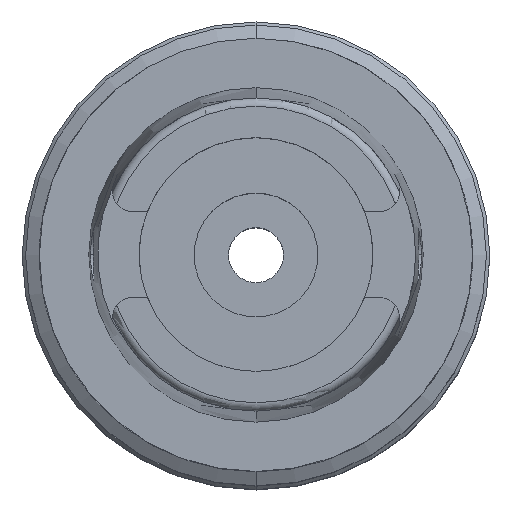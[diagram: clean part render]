
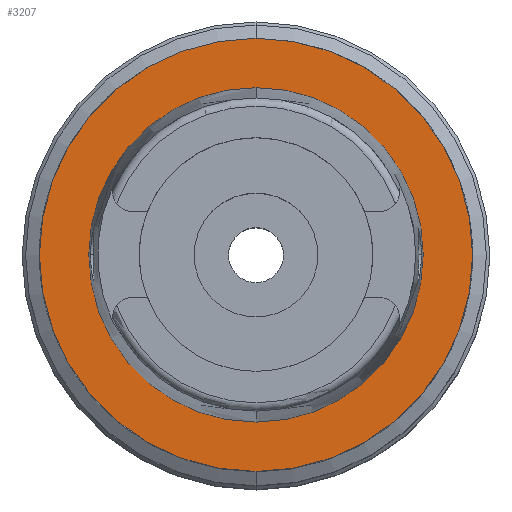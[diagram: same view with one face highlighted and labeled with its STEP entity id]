
A CAD part, top view. The second image highlights one B-rep face of the part: STEP entity #3207.
In plain terms, the highlighted planar face has unit normal (0, 0, 1).
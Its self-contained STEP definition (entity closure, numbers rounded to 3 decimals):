
#618=CARTESIAN_POINT('',(0.,0.,0.));
#619=DIRECTION('',(0.,0.,-1.));
#620=DIRECTION('',(0.,-1.,0.));
#621=AXIS2_PLACEMENT_3D('',#618,#619,#620);
#626=CARTESIAN_POINT('',(0.,0.,0.));
#627=DIRECTION('',(0.,0.,-1.));
#628=DIRECTION('',(0.,1.,0.));
#629=AXIS2_PLACEMENT_3D('',#626,#627,#628);
#634=CARTESIAN_POINT('',(0.,0.,0.));
#635=DIRECTION('',(0.,0.,1.));
#636=DIRECTION('',(0.,-1.,0.));
#637=AXIS2_PLACEMENT_3D('',#634,#635,#636);
#642=CARTESIAN_POINT('',(0.,0.,0.));
#643=DIRECTION('',(0.,0.,1.));
#644=DIRECTION('',(0.,1.,0.));
#645=AXIS2_PLACEMENT_3D('',#642,#643,#644);
#2527=CARTESIAN_POINT('',(0.,-24.315,0.));
#2528=VERTEX_POINT('',#2527);
#2529=CARTESIAN_POINT('',(0.,24.315,0.));
#2530=VERTEX_POINT('',#2529);
#2821=CARTESIAN_POINT('',(0.,31.5,0.));
#2822=VERTEX_POINT('',#2821);
#2823=CARTESIAN_POINT('',(0.,-31.5,0.));
#2824=VERTEX_POINT('',#2823);
#3192=CARTESIAN_POINT('',(0.,0.,0.));
#3193=DIRECTION('',(0.,0.,1.));
#3194=DIRECTION('',(0.,1.,0.));
#3195=AXIS2_PLACEMENT_3D('',#3192,#3193,#3194);
#3196=PLANE('',#3195);
#3198=ORIENTED_EDGE('',*,*,#3197,.T.);
#3200=ORIENTED_EDGE('',*,*,#3199,.T.);
#3201=EDGE_LOOP('',(#3198,#3200));
#3202=FACE_OUTER_BOUND('',#3201,.F.);
#3203=ORIENTED_EDGE('',*,*,#3150,.T.);
#3204=ORIENTED_EDGE('',*,*,#2943,.T.);
#3205=EDGE_LOOP('',(#3203,#3204));
#3206=FACE_BOUND('',#3205,.F.);
#622=CIRCLE('',#621,31.5);
#630=CIRCLE('',#629,31.5);
#638=CIRCLE('',#637,24.315);
#646=CIRCLE('',#645,24.315);
#2943=EDGE_CURVE('',#2530,#2528,#646,.T.);
#3150=EDGE_CURVE('',#2528,#2530,#638,.T.);
#3197=EDGE_CURVE('',#2824,#2822,#622,.T.);
#3199=EDGE_CURVE('',#2822,#2824,#630,.T.);
#3207=ADVANCED_FACE('',(#3202,#3206),#3196,.T.);
